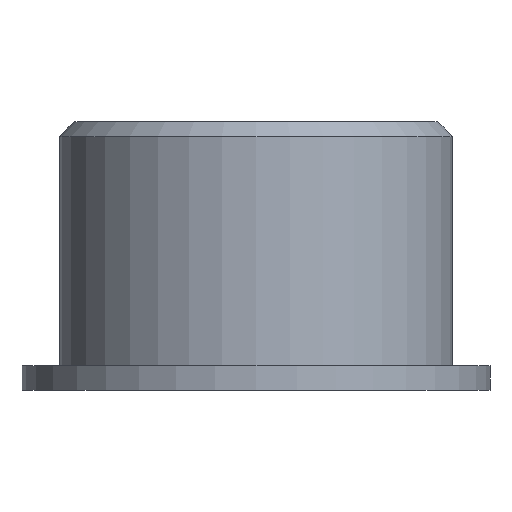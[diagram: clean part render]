
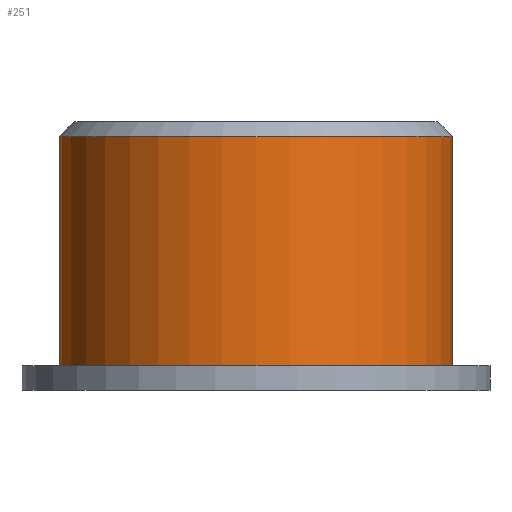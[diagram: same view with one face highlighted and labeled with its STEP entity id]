
A CAD part, front view. The second image highlights one B-rep face of the part: STEP entity #251.
In plain terms, the highlighted cylindrical face has radius 3.95 mm (diameter 7.9 mm), a full revolution.
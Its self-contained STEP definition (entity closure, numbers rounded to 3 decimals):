
#210=CARTESIAN_POINT('',(36.939,-11.352,14.279));
#211=DIRECTION('',(-0.,0.,-1.));
#212=DIRECTION('',(0.,-1.,-0.));
#213=AXIS2_PLACEMENT_3D('',#210,#211,#212);
#214=CYLINDRICAL_SURFACE('',#213,3.95);
#215=CARTESIAN_POINT('',(36.939,-15.302,8.779));
#216=VERTEX_POINT('',#215);
#217=CARTESIAN_POINT('',(36.939,-15.302,13.379));
#218=VERTEX_POINT('',#217);
#219=CARTESIAN_POINT('',(36.939,-15.302,8.779));
#220=DIRECTION('',(0.,-0.,1.));
#221=VECTOR('',#220,4.6);
#222=LINE('',#219,#221);
#223=EDGE_CURVE('',#216,#218,#222,.T.);
#224=ORIENTED_EDGE('',*,*,#223,.T.);
#225=CARTESIAN_POINT('',(36.939,-11.352,13.379));
#226=DIRECTION('',(-0.,0.,-1.));
#227=DIRECTION('',(0.,-1.,-0.));
#228=AXIS2_PLACEMENT_3D('',#225,#226,#227);
#229=CIRCLE('',#228,3.95);
#230=EDGE_CURVE('',#218,#218,#229,.T.);
#231=ORIENTED_EDGE('',*,*,#230,.T.);
#232=ORIENTED_EDGE('',*,*,#223,.F.);
#233=CARTESIAN_POINT('',(36.939,-7.402,8.779));
#234=VERTEX_POINT('',#233);
#235=CARTESIAN_POINT('',(36.939,-11.352,8.779));
#236=DIRECTION('',(0.,0.,1.));
#237=DIRECTION('',(-0.,1.,-0.));
#238=AXIS2_PLACEMENT_3D('',#235,#236,#237);
#239=CIRCLE('',#238,3.95);
#240=EDGE_CURVE('',#216,#234,#239,.T.);
#241=ORIENTED_EDGE('',*,*,#240,.T.);
#242=CARTESIAN_POINT('',(36.939,-11.352,8.779));
#243=DIRECTION('',(0.,0.,1.));
#244=DIRECTION('',(-0.,1.,-0.));
#245=AXIS2_PLACEMENT_3D('',#242,#243,#244);
#246=CIRCLE('',#245,3.95);
#247=EDGE_CURVE('',#234,#216,#246,.T.);
#248=ORIENTED_EDGE('',*,*,#247,.T.);
#249=EDGE_LOOP('',(#224,#231,#232,#241,#248));
#250=FACE_BOUND('',#249,.T.);
#251=ADVANCED_FACE('',(#250),#214,.T.);
